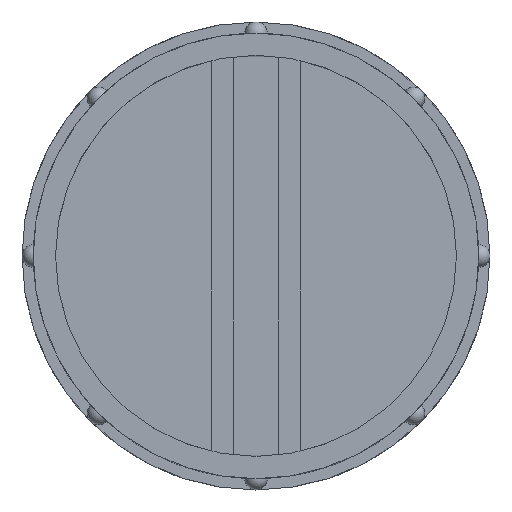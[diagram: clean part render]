
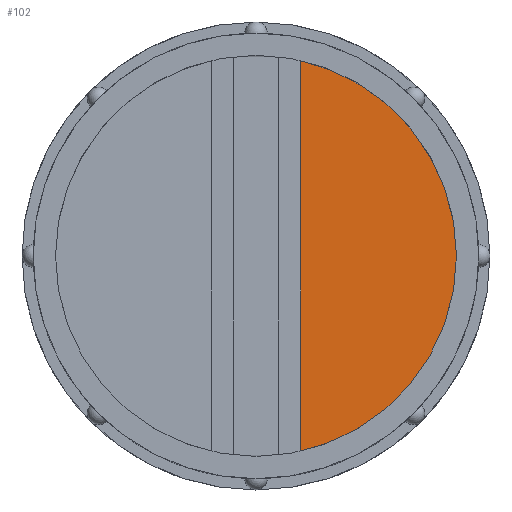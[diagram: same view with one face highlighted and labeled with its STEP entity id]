
A CAD part, top view. The second image highlights one B-rep face of the part: STEP entity #102.
In plain terms, the highlighted planar face has unit normal (0, 0, 1).
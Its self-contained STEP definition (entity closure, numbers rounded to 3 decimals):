
#102 = ADVANCED_FACE( '', ( #237 ), #238, .T. );
#237 = FACE_OUTER_BOUND( '', #410, .T. );
#238 = PLANE( '', #411 );
#410 = EDGE_LOOP( '', ( #653, #654 ) );
#411 = AXIS2_PLACEMENT_3D( '', #655, #656, #657 );
#653 = ORIENTED_EDGE( '', *, *, #1037, .T. );
#654 = ORIENTED_EDGE( '', *, *, #1038, .T. );
#655 = CARTESIAN_POINT( '', ( 9., 0., 1. ) );
#656 = DIRECTION( '', ( 0., 0., 1. ) );
#657 = DIRECTION( '', ( 1., 0., 0. ) );
#1037 = EDGE_CURVE( '', #1245, #1246, #1247, .T. );
#1038 = EDGE_CURVE( '', #1246, #1245, #1248, .T. );
#1245 = VERTEX_POINT( '', #1541 );
#1246 = VERTEX_POINT( '', #1542 );
#1247 = LINE( '', #1543, #1544 );
#1248 = CIRCLE( '', #1545, 9. );
#1541 = CARTESIAN_POINT( '', ( 2., 8.775, 1. ) );
#1542 = CARTESIAN_POINT( '', ( 2., -8.775, 1. ) );
#1543 = CARTESIAN_POINT( '', ( 2., 8.775, 1. ) );
#1544 = VECTOR( '', #1829, 1000. );
#1545 = AXIS2_PLACEMENT_3D( '', #1830, #1831, #1832 );
#1829 = DIRECTION( '', ( 0., -1., 0. ) );
#1830 = CARTESIAN_POINT( '', ( 0., 0., 1. ) );
#1831 = DIRECTION( '', ( 0., 0., 1. ) );
#1832 = DIRECTION( '', ( 1., 0., 0. ) );
